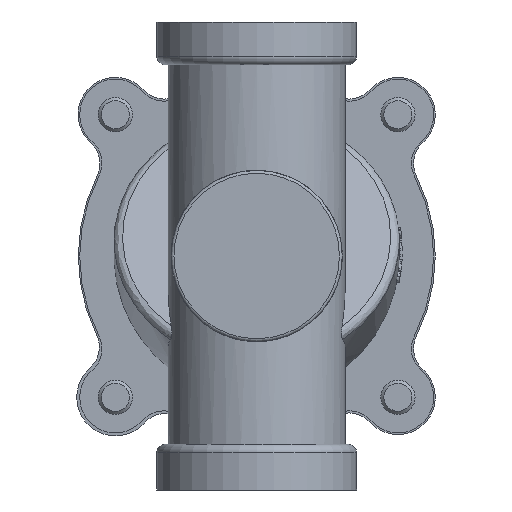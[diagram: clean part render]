
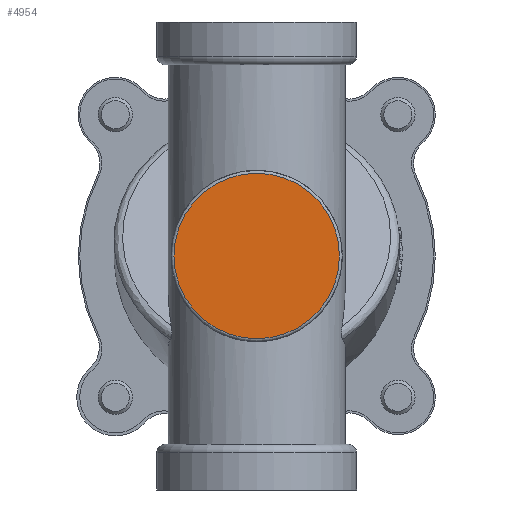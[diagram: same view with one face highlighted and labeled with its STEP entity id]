
A CAD part, front view. The second image highlights one B-rep face of the part: STEP entity #4954.
In plain terms, the highlighted planar face has unit normal (0, -1, 0).
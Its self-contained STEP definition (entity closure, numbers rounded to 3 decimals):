
#369=CIRCLE('',#5413,29.);
#551=PLANE('',#5418);
#1350=FACE_OUTER_BOUND('',#1647,.T.);
#1647=EDGE_LOOP('',(#3884));
#2231=VERTEX_POINT('',#9027);
#2824=EDGE_CURVE('',#2231,#2231,#369,.T.);
#3884=ORIENTED_EDGE('',*,*,#2824,.F.);
#4954=ADVANCED_FACE('',(#1350),#551,.F.);
#5413=AXIS2_PLACEMENT_3D('',#9028,#6327,#6328);
#5418=AXIS2_PLACEMENT_3D('',#9122,#6338,#6339);
#6327=DIRECTION('center_axis',(0.,1.,0.));
#6328=DIRECTION('ref_axis',(-1.,0.,0.));
#6338=DIRECTION('center_axis',(0.,1.,0.));
#6339=DIRECTION('ref_axis',(0.,0.,1.));
#9027=CARTESIAN_POINT('',(0.,-33.41,111.));
#9028=CARTESIAN_POINT('Origin',(0.,-33.41,82.));
#9122=CARTESIAN_POINT('Origin',(0.,-33.41,82.));
